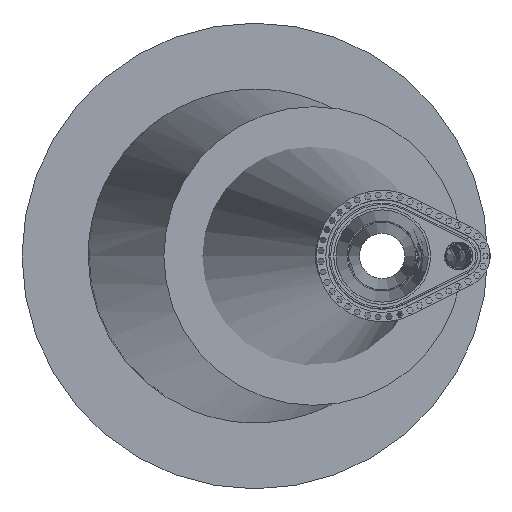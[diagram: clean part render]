
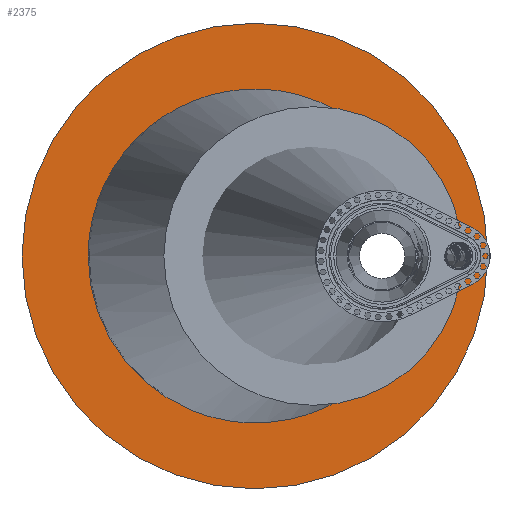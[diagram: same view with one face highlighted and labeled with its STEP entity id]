
A CAD part, left-side view. The second image highlights one B-rep face of the part: STEP entity #2375.
In plain terms, the highlighted face is planar.
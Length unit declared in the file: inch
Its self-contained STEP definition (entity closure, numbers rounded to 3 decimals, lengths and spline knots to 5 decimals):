
#55=B_SPLINE_CURVE_WITH_KNOTS('',3,(#3941,#3942,#3943,#3944,#3945,#3946,
#3947,#3948,#3949,#3950,#3951,#3952,#3953,#3954,#3955,#3956,#3957,#3958,
#3959,#3960,#3961,#3962,#3963,#3964,#3965,#3966,#3967,#3968,#3969,#3970,
#3971,#3972,#3973,#3974,#3975,#3976,#3977,#3978,#3979,#3980,#3981,#3982,
#3983,#3984,#3985,#3986,#3987,#3988,#3989,#3990,#3991,#3992,#3993,#3994,
#3995,#3996,#3997,#3998,#3999,#4000,#4001,#4002,#4003,#4004,#4005,#4006,
#4007,#4008,#4009,#4010,#4011,#4012,#4013,#4014,#4015,#4016),
 .UNSPECIFIED.,.T.,.F.,(4,3,3,3,3,3,3,3,3,3,3,3,3,3,3,3,3,3,3,3,3,3,3,3,
3,4),(-81.66616,-78.34262,-75.01908,-71.69554,
-68.372,-63.94062,-59.50924,-55.07785,
-52.86216,-50.64647,-46.21509,-41.7837,
-37.35232,-32.92094,-28.48955,-24.05817,
-19.62678,-15.1954,-11.87186,-8.54833,
-5.22479,-1.90125,1.42229,4.74583,8.06936,
11.3929),.UNSPECIFIED.);
#128=FACE_BOUND('',#534,.T.);
#242=PLANE('',#2717);
#382=FACE_OUTER_BOUND('',#533,.T.);
#533=EDGE_LOOP('',(#1799));
#534=EDGE_LOOP('',(#1800));
#1006=CIRCLE('',#2718,20.592);
#1188=VERTEX_POINT('',#3938);
#1189=VERTEX_POINT('',#3940);
#1420=EDGE_CURVE('',#1188,#1188,#1006,.T.);
#1421=EDGE_CURVE('',#1189,#1189,#55,.T.);
#1799=ORIENTED_EDGE('',*,*,#1420,.T.);
#1800=ORIENTED_EDGE('',*,*,#1421,.F.);
#2375=ADVANCED_FACE('',(#382,#128),#242,.F.);
#2717=AXIS2_PLACEMENT_3D('',#3937,#3144,#3145);
#2718=AXIS2_PLACEMENT_3D('',#3939,#3146,#3147);
#3144=DIRECTION('center_axis',(0.,0.,1.));
#3145=DIRECTION('ref_axis',(1.,0.,0.));
#3146=DIRECTION('center_axis',(0.,0.,-1.));
#3147=DIRECTION('ref_axis',(1.,0.,0.));
#3937=CARTESIAN_POINT('Origin',(9.952,0.,399.));
#3938=CARTESIAN_POINT('',(-10.64,0.,399.));
#3939=CARTESIAN_POINT('Origin',(9.952,0.,399.));
#3940=CARTESIAN_POINT('',(24.69365,0.,399.));
#3941=CARTESIAN_POINT('Ctrl Pts',(24.69365,0.,
399.));
#3942=CARTESIAN_POINT('Ctrl Pts',(24.69365,-1.10453,399.));
#3943=CARTESIAN_POINT('Ctrl Pts',(24.5692,-2.20904,399.));
#3944=CARTESIAN_POINT('Ctrl Pts',(24.32343,-3.28589,399.));
#3945=CARTESIAN_POINT('Ctrl Pts',(24.07766,-4.36274,399.));
#3946=CARTESIAN_POINT('Ctrl Pts',(23.71058,-5.41192,399.));
#3947=CARTESIAN_POINT('Ctrl Pts',(23.23134,-6.40705,399.));
#3948=CARTESIAN_POINT('Ctrl Pts',(22.7521,-7.40219,399.));
#3949=CARTESIAN_POINT('Ctrl Pts',(22.16071,-8.34327,399.));
#3950=CARTESIAN_POINT('Ctrl Pts',(21.47208,-9.20687,399.));
#3951=CARTESIAN_POINT('Ctrl Pts',(20.78345,-10.07047,399.));
#3952=CARTESIAN_POINT('Ctrl Pts',(19.99759,-10.85659,399.));
#3953=CARTESIAN_POINT('Ctrl Pts',(19.134,-11.54519,399.));
#3954=CARTESIAN_POINT('Ctrl Pts',(17.98255,-12.46333,399.));
#3955=CARTESIAN_POINT('Ctrl Pts',(16.6929,-13.20808,399.));
#3956=CARTESIAN_POINT('Ctrl Pts',(15.32203,-13.74607,399.));
#3957=CARTESIAN_POINT('Ctrl Pts',(13.95117,-14.28406,399.));
#3958=CARTESIAN_POINT('Ctrl Pts',(12.49908,-14.61527,399.));
#3959=CARTESIAN_POINT('Ctrl Pts',(11.03051,-14.72526,399.));
#3960=CARTESIAN_POINT('Ctrl Pts',(9.56195,-14.83525,399.));
#3961=CARTESIAN_POINT('Ctrl Pts',(8.07692,-14.72402,399.));
#3962=CARTESIAN_POINT('Ctrl Pts',(6.64117,-14.3964,399.));
#3963=CARTESIAN_POINT('Ctrl Pts',(5.92329,-14.23259,399.));
#3964=CARTESIAN_POINT('Ctrl Pts',(5.21774,-14.01469,399.));
#3965=CARTESIAN_POINT('Ctrl Pts',(4.53225,-13.74566,399.));
#3966=CARTESIAN_POINT('Ctrl Pts',(3.84677,-13.47664,399.));
#3967=CARTESIAN_POINT('Ctrl Pts',(3.18135,-13.15649,399.));
#3968=CARTESIAN_POINT('Ctrl Pts',(2.54369,-12.7883,399.));
#3969=CARTESIAN_POINT('Ctrl Pts',(1.26837,-12.05192,399.));
#3970=CARTESIAN_POINT('Ctrl Pts',(0.10409,-11.12333,399.));
#3971=CARTESIAN_POINT('Ctrl Pts',(-0.8976,-10.04383,
399.));
#3972=CARTESIAN_POINT('Ctrl Pts',(-1.89928,-8.96432,399.));
#3973=CARTESIAN_POINT('Ctrl Pts',(-2.73836,-7.73389,399.));
#3974=CARTESIAN_POINT('Ctrl Pts',(-3.37732,-6.40708,399.));
#3975=CARTESIAN_POINT('Ctrl Pts',(-4.01628,-5.08027,399.));
#3976=CARTESIAN_POINT('Ctrl Pts',(-4.45512,-3.65709,399.));
#3977=CARTESIAN_POINT('Ctrl Pts',(-4.67458,-2.20088,399.));
#3978=CARTESIAN_POINT('Ctrl Pts',(-4.89404,-0.74467,
399.));
#3979=CARTESIAN_POINT('Ctrl Pts',(-4.89413,0.74455,399.));
#3980=CARTESIAN_POINT('Ctrl Pts',(-4.67465,2.20077,399.));
#3981=CARTESIAN_POINT('Ctrl Pts',(-4.45516,3.65698,399.));
#3982=CARTESIAN_POINT('Ctrl Pts',(-4.01612,5.08018,399.));
#3983=CARTESIAN_POINT('Ctrl Pts',(-3.37713,6.40699,399.));
#3984=CARTESIAN_POINT('Ctrl Pts',(-2.73815,7.73379,399.));
#3985=CARTESIAN_POINT('Ctrl Pts',(-1.89923,8.96421,399.));
#3986=CARTESIAN_POINT('Ctrl Pts',(-0.8976,10.04379,399.));
#3987=CARTESIAN_POINT('Ctrl Pts',(0.10403,11.12337,399.));
#3988=CARTESIAN_POINT('Ctrl Pts',(1.26836,12.05211,399.));
#3989=CARTESIAN_POINT('Ctrl Pts',(2.54371,12.78844,399.));
#3990=CARTESIAN_POINT('Ctrl Pts',(3.81905,13.52477,399.));
#3991=CARTESIAN_POINT('Ctrl Pts',(5.2054,14.06868,399.));
#3992=CARTESIAN_POINT('Ctrl Pts',(6.64113,14.39652,399.));
#3993=CARTESIAN_POINT('Ctrl Pts',(7.71793,14.64239,399.));
#3994=CARTESIAN_POINT('Ctrl Pts',(8.82251,14.76672,399.));
#3995=CARTESIAN_POINT('Ctrl Pts',(9.92705,14.76668,399.));
#3996=CARTESIAN_POINT('Ctrl Pts',(11.03159,14.76664,399.));
#3997=CARTESIAN_POINT('Ctrl Pts',(12.13609,14.64223,399.));
#3998=CARTESIAN_POINT('Ctrl Pts',(13.21292,14.39647,399.));
#3999=CARTESIAN_POINT('Ctrl Pts',(14.28975,14.1507,399.));
#4000=CARTESIAN_POINT('Ctrl Pts',(15.33891,13.78359,399.));
#4001=CARTESIAN_POINT('Ctrl Pts',(16.33405,13.30435,399.));
#4002=CARTESIAN_POINT('Ctrl Pts',(17.3292,12.82511,399.));
#4003=CARTESIAN_POINT('Ctrl Pts',(18.27034,12.23374,399.));
#4004=CARTESIAN_POINT('Ctrl Pts',(19.13388,11.54507,399.));
#4005=CARTESIAN_POINT('Ctrl Pts',(19.99743,10.8564,399.));
#4006=CARTESIAN_POINT('Ctrl Pts',(20.78339,10.07044,399.));
#4007=CARTESIAN_POINT('Ctrl Pts',(21.47205,9.20688,399.));
#4008=CARTESIAN_POINT('Ctrl Pts',(22.16071,8.34332,399.));
#4009=CARTESIAN_POINT('Ctrl Pts',(22.75207,7.40217,399.));
#4010=CARTESIAN_POINT('Ctrl Pts',(23.2313,6.40702,399.));
#4011=CARTESIAN_POINT('Ctrl Pts',(23.71054,5.41188,399.));
#4012=CARTESIAN_POINT('Ctrl Pts',(24.07765,4.36273,399.));
#4013=CARTESIAN_POINT('Ctrl Pts',(24.32342,3.28589,399.));
#4014=CARTESIAN_POINT('Ctrl Pts',(24.5692,2.20906,399.));
#4015=CARTESIAN_POINT('Ctrl Pts',(24.69365,1.10453,399.));
#4016=CARTESIAN_POINT('Ctrl Pts',(24.69365,0.,
399.));
